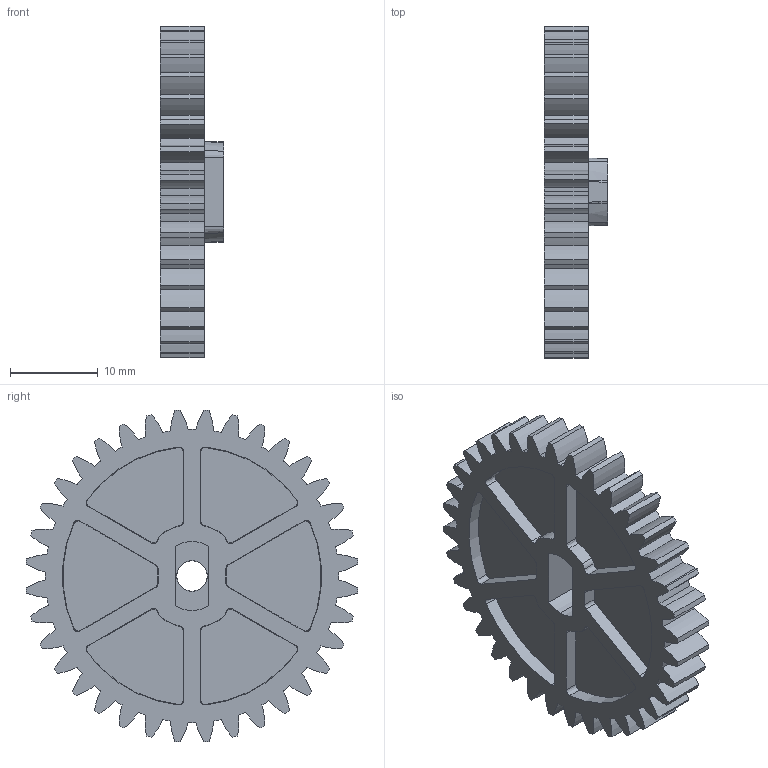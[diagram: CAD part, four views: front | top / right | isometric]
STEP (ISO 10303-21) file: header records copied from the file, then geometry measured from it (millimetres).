
FILE_DESCRIPTION (( 'STEP AP203' ), '1' );
FILE_NAME ('1970-E.STEP', '2015-06-12T12:02:17', ( '' ), ( '' ), 'SwSTEP 2.0', 'SolidWorks 2015', '' );
FILE_SCHEMA (( 'CONFIG_CONTROL_DESIGN' ));
Length unit declared in the file: millimetre
Products named in the file (1): 1970-E
Bounding box: 7.2 x 37.9 x 37.9 mm (x, y, z)
Volume: 3530.3 mm3; surface area: 3951.1 mm2
Topology: 1 solids, 1 shells, 282 faces, 820 edges, 548 vertices
Faces by surface type: cylinder 160, plane 48, bspline 40, cone 34
Entity records: 10429 total; most frequent: CARTESIAN_POINT 3059, ORIENTED_EDGE 1640, DIRECTION 1494, EDGE_CURVE 820, AXIS2_PLACEMENT_3D 619, VERTEX_POINT 548, CIRCLE 376, EDGE_LOOP 292
